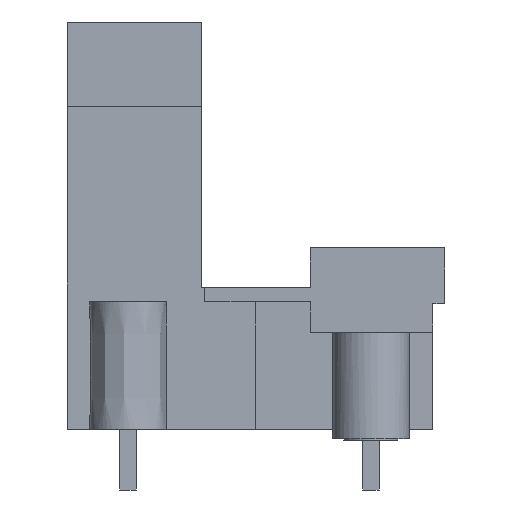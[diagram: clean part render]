
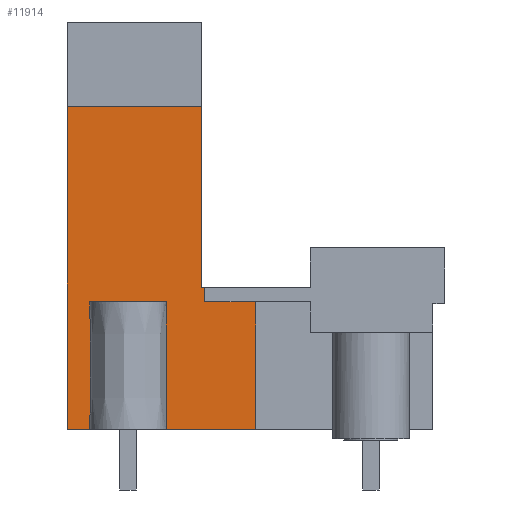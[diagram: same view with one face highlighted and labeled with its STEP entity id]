
A CAD part, left-side view. The second image highlights one B-rep face of the part: STEP entity #11914.
In plain terms, the highlighted planar face has unit normal (-1, 0, 0).
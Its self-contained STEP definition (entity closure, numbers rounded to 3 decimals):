
#11839=AXIS2_PLACEMENT_3D('Plane Axis2P3D',#11836,#11837,#11838) ;
#6569=CARTESIAN_POINT('Vertex',(3.84,23.67,3.8)) ;
#6572=CARTESIAN_POINT('Line Origine',(3.84,23.67,13.93)) ;
#6576=CARTESIAN_POINT('Vertex',(3.84,23.67,24.06)) ;
#6873=CARTESIAN_POINT('Vertex',(3.84,15.24,24.06)) ;
#6876=CARTESIAN_POINT('Line Origine',(3.84,15.24,18.38)) ;
#6880=CARTESIAN_POINT('Vertex',(3.84,15.24,12.7)) ;
#7889=CARTESIAN_POINT('Vertex',(3.84,21.887,3.8)) ;
#7892=CARTESIAN_POINT('Line Origine',(3.84,22.779,3.8)) ;
#8106=CARTESIAN_POINT('Vertex',(3.84,11.84,3.8)) ;
#8109=CARTESIAN_POINT('Line Origine',(3.84,13.165,3.8)) ;
#8113=CARTESIAN_POINT('Vertex',(3.84,14.49,3.8)) ;
#8116=CARTESIAN_POINT('Line Origine',(3.84,16.171,3.8)) ;
#8120=CARTESIAN_POINT('Vertex',(3.84,17.853,3.8)) ;
#11836=CARTESIAN_POINT('Axis2P3D Location',(3.84,23.67,3.2)) ;
#11841=CARTESIAN_POINT('Line Origine',(3.84,20.055,24.06)) ;
#11845=CARTESIAN_POINT('Vertex',(3.84,16.44,24.06)) ;
#11848=CARTESIAN_POINT('Line Origine',(3.84,21.887,7.8)) ;
#11852=CARTESIAN_POINT('Vertex',(3.84,21.887,11.8)) ;
#11855=CARTESIAN_POINT('Line Origine',(3.84,19.87,11.8)) ;
#11859=CARTESIAN_POINT('Vertex',(3.84,17.853,11.8)) ;
#11862=CARTESIAN_POINT('Line Origine',(3.84,17.853,7.8)) ;
#11867=CARTESIAN_POINT('Line Origine',(3.84,11.84,7.8)) ;
#11871=CARTESIAN_POINT('Vertex',(3.84,11.84,11.8)) ;
#11874=CARTESIAN_POINT('Line Origine',(3.84,13.44,11.8)) ;
#11878=CARTESIAN_POINT('Vertex',(3.84,15.04,11.8)) ;
#11881=CARTESIAN_POINT('Line Origine',(3.84,15.04,12.25)) ;
#11885=CARTESIAN_POINT('Vertex',(3.84,15.04,12.7)) ;
#11888=CARTESIAN_POINT('Line Origine',(3.84,15.14,12.7)) ;
#11893=CARTESIAN_POINT('Line Origine',(3.84,15.84,24.06)) ;
#6573=DIRECTION('Vector Direction',(0.,0.,1.)) ;
#6877=DIRECTION('Vector Direction',(0.,0.,1.)) ;
#7893=DIRECTION('Vector Direction',(0.,1.,0.)) ;
#8110=DIRECTION('Vector Direction',(0.,-1.,0.)) ;
#8117=DIRECTION('Vector Direction',(0.,1.,0.)) ;
#11837=DIRECTION('Axis2P3D Direction',(-1.,0.,0.)) ;
#11838=DIRECTION('Axis2P3D XDirection',(0.,-1.,0.)) ;
#11842=DIRECTION('Vector Direction',(0.,1.,0.)) ;
#11849=DIRECTION('Vector Direction',(0.,0.,1.)) ;
#11856=DIRECTION('Vector Direction',(0.,1.,0.)) ;
#11863=DIRECTION('Vector Direction',(0.,0.,1.)) ;
#11868=DIRECTION('Vector Direction',(0.,0.,1.)) ;
#11875=DIRECTION('Vector Direction',(0.,1.,0.)) ;
#11882=DIRECTION('Vector Direction',(0.,0.,-1.)) ;
#11889=DIRECTION('Vector Direction',(0.,-1.,0.)) ;
#11894=DIRECTION('Vector Direction',(0.,-1.,0.)) ;
#6574=VECTOR('Line Direction',#6573,1.) ;
#6878=VECTOR('Line Direction',#6877,1.) ;
#7894=VECTOR('Line Direction',#7893,1.) ;
#8111=VECTOR('Line Direction',#8110,1.) ;
#8118=VECTOR('Line Direction',#8117,1.) ;
#11843=VECTOR('Line Direction',#11842,1.) ;
#11850=VECTOR('Line Direction',#11849,1.) ;
#11857=VECTOR('Line Direction',#11856,1.) ;
#11864=VECTOR('Line Direction',#11863,1.) ;
#11869=VECTOR('Line Direction',#11868,1.) ;
#11876=VECTOR('Line Direction',#11875,1.) ;
#11883=VECTOR('Line Direction',#11882,1.) ;
#11890=VECTOR('Line Direction',#11889,1.) ;
#11895=VECTOR('Line Direction',#11894,1.) ;
#11899=ORIENTED_EDGE('',*,*,#11847,.T.) ;
#11900=ORIENTED_EDGE('',*,*,#6578,.T.) ;
#11901=ORIENTED_EDGE('',*,*,#7896,.F.) ;
#11902=ORIENTED_EDGE('',*,*,#11854,.T.) ;
#11903=ORIENTED_EDGE('',*,*,#11861,.F.) ;
#11904=ORIENTED_EDGE('',*,*,#11866,.F.) ;
#11905=ORIENTED_EDGE('',*,*,#8122,.F.) ;
#11906=ORIENTED_EDGE('',*,*,#8115,.T.) ;
#11907=ORIENTED_EDGE('',*,*,#11873,.T.) ;
#11908=ORIENTED_EDGE('',*,*,#11880,.T.) ;
#11909=ORIENTED_EDGE('',*,*,#11887,.F.) ;
#11910=ORIENTED_EDGE('',*,*,#11892,.F.) ;
#11911=ORIENTED_EDGE('',*,*,#6882,.T.) ;
#11912=ORIENTED_EDGE('',*,*,#11897,.T.) ;
#11914=ADVANCED_FACE('HOUSING',(#11913),#11840,.T.) ;
#6578=EDGE_CURVE('',#6577,#6570,#6575,.F.) ;
#6882=EDGE_CURVE('',#6881,#6874,#6879,.T.) ;
#7896=EDGE_CURVE('',#7890,#6570,#7895,.T.) ;
#8115=EDGE_CURVE('',#8114,#8107,#8112,.T.) ;
#8122=EDGE_CURVE('',#8114,#8121,#8119,.T.) ;
#11847=EDGE_CURVE('',#11846,#6577,#11844,.T.) ;
#11854=EDGE_CURVE('',#7890,#11853,#11851,.T.) ;
#11861=EDGE_CURVE('',#11860,#11853,#11858,.T.) ;
#11866=EDGE_CURVE('',#8121,#11860,#11865,.T.) ;
#11873=EDGE_CURVE('',#8107,#11872,#11870,.T.) ;
#11880=EDGE_CURVE('',#11872,#11879,#11877,.T.) ;
#11887=EDGE_CURVE('',#11886,#11879,#11884,.T.) ;
#11892=EDGE_CURVE('',#6881,#11886,#11891,.T.) ;
#11897=EDGE_CURVE('',#6874,#11846,#11896,.F.) ;
#11898=EDGE_LOOP('',(#11899,#11900,#11901,#11902,#11903,#11904,#11905,#11906,#11907,#11908,#11909,#11910,#11911,#11912)) ;
#11913=FACE_OUTER_BOUND('',#11898,.T.) ;
#6575=LINE('Line',#6572,#6574) ;
#6879=LINE('Line',#6876,#6878) ;
#7895=LINE('Line',#7892,#7894) ;
#8112=LINE('Line',#8109,#8111) ;
#8119=LINE('Line',#8116,#8118) ;
#11844=LINE('Line',#11841,#11843) ;
#11851=LINE('Line',#11848,#11850) ;
#11858=LINE('Line',#11855,#11857) ;
#11865=LINE('Line',#11862,#11864) ;
#11870=LINE('Line',#11867,#11869) ;
#11877=LINE('Line',#11874,#11876) ;
#11884=LINE('Line',#11881,#11883) ;
#11891=LINE('Line',#11888,#11890) ;
#11896=LINE('Line',#11893,#11895) ;
#11840=PLANE('',#11839) ;
#6570=VERTEX_POINT('',#6569) ;
#6577=VERTEX_POINT('',#6576) ;
#6874=VERTEX_POINT('',#6873) ;
#6881=VERTEX_POINT('',#6880) ;
#7890=VERTEX_POINT('',#7889) ;
#8107=VERTEX_POINT('',#8106) ;
#8114=VERTEX_POINT('',#8113) ;
#8121=VERTEX_POINT('',#8120) ;
#11846=VERTEX_POINT('',#11845) ;
#11853=VERTEX_POINT('',#11852) ;
#11860=VERTEX_POINT('',#11859) ;
#11872=VERTEX_POINT('',#11871) ;
#11879=VERTEX_POINT('',#11878) ;
#11886=VERTEX_POINT('',#11885) ;
